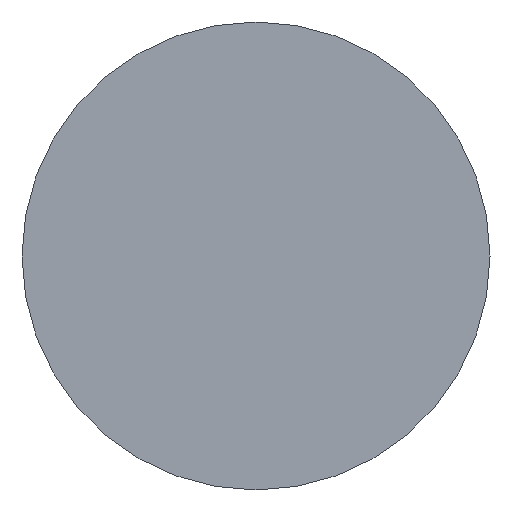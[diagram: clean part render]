
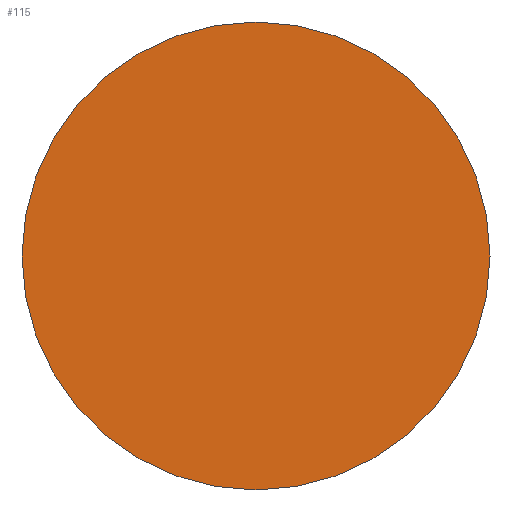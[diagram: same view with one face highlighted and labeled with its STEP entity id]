
A CAD part, left-side view. The second image highlights one B-rep face of the part: STEP entity #115.
In plain terms, the highlighted planar face has unit normal (-1, 0, 0).
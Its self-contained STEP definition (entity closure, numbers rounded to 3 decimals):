
#12 = PLANE ( 'NONE',  #134 ) ;
#14 = AXIS2_PLACEMENT_3D ( 'NONE', #113, #148, #92 ) ;
#23 = DIRECTION ( 'NONE',  ( 0., 0., 1. ) ) ;
#33 = CARTESIAN_POINT ( 'NONE',  ( 230.185, 138.756, 25. ) ) ;
#40 = EDGE_CURVE ( 'NONE', #104, #78, #160, .T. ) ;
#46 = CARTESIAN_POINT ( 'NONE',  ( 230.185, 138.756, -25. ) ) ;
#63 = EDGE_LOOP ( 'NONE', ( #149, #117 ) ) ;
#73 = DIRECTION ( 'NONE',  ( 1., 0., 0. ) ) ;
#74 = DIRECTION ( 'NONE',  ( -1., 0., 0. ) ) ;
#78 = VERTEX_POINT ( 'NONE', #33 ) ;
#82 = EDGE_CURVE ( 'NONE', #78, #104, #98, .T. ) ;
#92 = DIRECTION ( 'NONE',  ( 0., 0., 1. ) ) ;
#98 = CIRCLE ( 'NONE', #14, 25. ) ;
#104 = VERTEX_POINT ( 'NONE', #46 ) ;
#113 = CARTESIAN_POINT ( 'NONE',  ( 230.185, 138.756, 0. ) ) ;
#115 = ADVANCED_FACE ( 'NONE', ( #138 ), #12, .F. ) ;
#117 = ORIENTED_EDGE ( 'NONE', *, *, #40, .T. ) ;
#134 = AXIS2_PLACEMENT_3D ( 'NONE', #140, #73, #151 ) ;
#138 = FACE_OUTER_BOUND ( 'NONE', #63, .T. ) ;
#140 = CARTESIAN_POINT ( 'NONE',  ( 230.185, 138.756, 0. ) ) ;
#145 = AXIS2_PLACEMENT_3D ( 'NONE', #153, #74, #23 ) ;
#148 = DIRECTION ( 'NONE',  ( -1., 0., 0. ) ) ;
#149 = ORIENTED_EDGE ( 'NONE', *, *, #82, .T. ) ;
#151 = DIRECTION ( 'NONE',  ( 0., 0., -1. ) ) ;
#153 = CARTESIAN_POINT ( 'NONE',  ( 230.185, 138.756, 0. ) ) ;
#160 = CIRCLE ( 'NONE', #145, 25. ) ;
